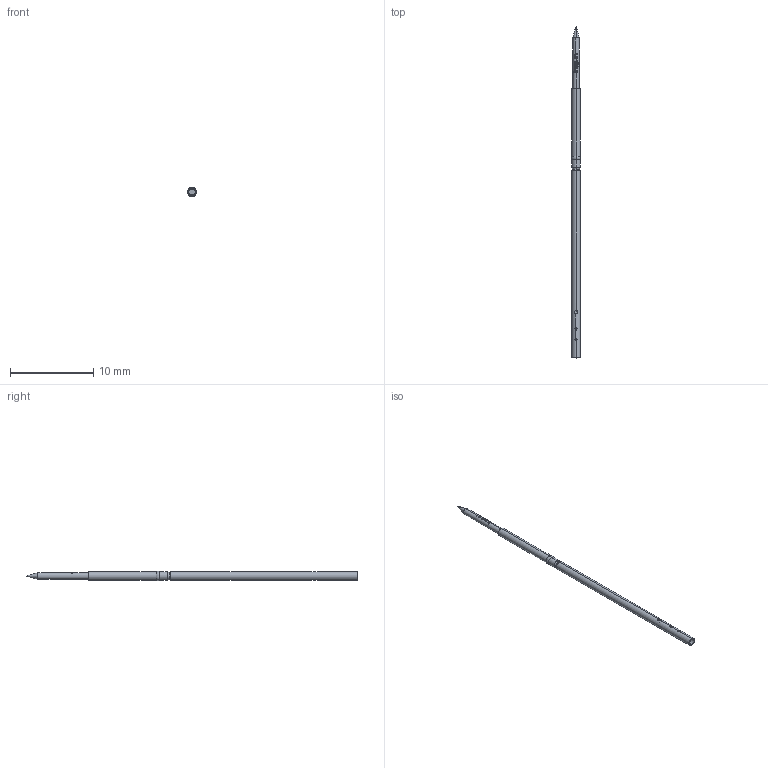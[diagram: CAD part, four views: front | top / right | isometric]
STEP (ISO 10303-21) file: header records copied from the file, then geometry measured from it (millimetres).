
FILE_DESCRIPTION (( 'STEP AP203' ), '1' );
FILE_NAME ('INGUN_GKS-181_351_080_A_xx08.STEP', '2022-01-26T13:23:12', ( 'ochi' ), ( '' ), 'SwSTEP 2.0', 'SolidWorks 2018', '' );
FILE_SCHEMA (( 'CONFIG_CONTROL_DESIGN' ));
Length unit declared in the file: millimetre
Products named in the file (1): INGUN_GKS-181_351_080_A_xx08
Bounding box: 1.09 x 39.8 x 1.1 mm (x, y, z)
Volume: 25.7 mm3; surface area: 132.2 mm2
Topology: 1 solids, 1 shells, 124 faces, 344 edges, 223 vertices
Faces by surface type: bspline 46, plane 41, cylinder 29, torus 6, cone 2
Entity records: 6693 total; most frequent: CARTESIAN_POINT 4090, ORIENTED_EDGE 684, EDGE_CURVE 342, DIRECTION 284, B_SPLINE_CURVE_WITH_KNOTS 260, VERTEX_POINT 223, EDGE_LOOP 127, FACE_OUTER_BOUND 124
